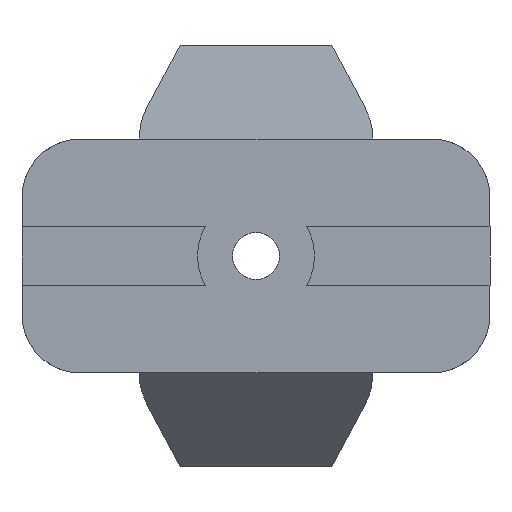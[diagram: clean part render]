
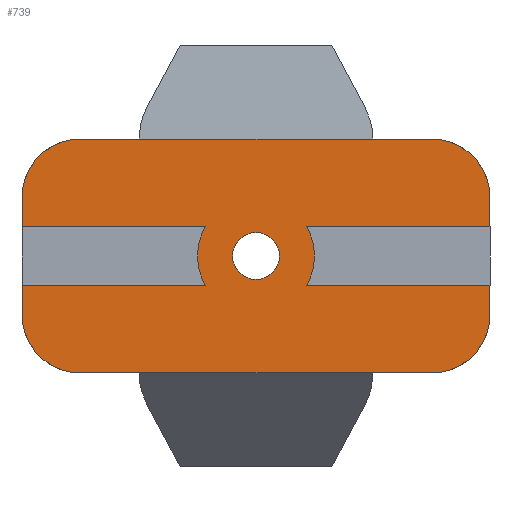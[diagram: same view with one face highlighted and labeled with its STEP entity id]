
A CAD part, left-side view. The second image highlights one B-rep face of the part: STEP entity #739.
In plain terms, the highlighted planar face has unit normal (-1, 0, 0).
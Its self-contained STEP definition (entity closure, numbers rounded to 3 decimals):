
#25=FACE_BOUND('',#127,.T.);
#45=PLANE('',#820);
#81=FACE_OUTER_BOUND('',#126,.T.);
#126=EDGE_LOOP('',(#649,#650,#651,#652,#653,#654,#655,#656,#657,#658,#659,
#660,#661,#662,#663,#664));
#127=EDGE_LOOP('',(#665));
#160=LINE('',#1202,#226);
#165=LINE('',#1216,#231);
#168=LINE('',#1222,#234);
#172=LINE('',#1229,#238);
#176=LINE('',#1242,#242);
#179=LINE('',#1248,#245);
#182=LINE('',#1254,#248);
#186=LINE('',#1261,#252);
#202=LINE('',#1351,#268);
#205=LINE('',#1357,#271);
#226=VECTOR('',#879,10.);
#231=VECTOR('',#892,10.);
#234=VECTOR('',#897,10.);
#238=VECTOR('',#901,10.);
#242=VECTOR('',#913,10.);
#245=VECTOR('',#918,10.);
#248=VECTOR('',#923,10.);
#252=VECTOR('',#927,10.);
#268=VECTOR('',#1003,10.);
#271=VECTOR('',#1008,10.);
#280=CIRCLE('',#775,5.);
#282=CIRCLE('',#780,5.);
#296=CIRCLE('',#817,2.);
#297=CIRCLE('',#819,5.);
#298=CIRCLE('',#821,5.);
#299=CIRCLE('',#822,5.);
#300=CIRCLE('',#823,5.);
#324=VERTEX_POINT('',#1200);
#325=VERTEX_POINT('',#1201);
#328=VERTEX_POINT('',#1209);
#330=VERTEX_POINT('',#1215);
#332=VERTEX_POINT('',#1221);
#335=VERTEX_POINT('',#1227);
#336=VERTEX_POINT('',#1232);
#337=VERTEX_POINT('',#1233);
#340=VERTEX_POINT('',#1241);
#342=VERTEX_POINT('',#1247);
#344=VERTEX_POINT('',#1253);
#347=VERTEX_POINT('',#1259);
#366=VERTEX_POINT('',#1348);
#367=VERTEX_POINT('',#1350);
#368=VERTEX_POINT('',#1354);
#369=VERTEX_POINT('',#1356);
#370=VERTEX_POINT('',#1360);
#400=EDGE_CURVE('',#324,#325,#160,.T.);
#404=EDGE_CURVE('',#325,#328,#280,.T.);
#407=EDGE_CURVE('',#328,#330,#165,.T.);
#410=EDGE_CURVE('',#332,#324,#168,.T.);
#414=EDGE_CURVE('',#330,#335,#172,.T.);
#416=EDGE_CURVE('',#336,#337,#282,.T.);
#420=EDGE_CURVE('',#337,#340,#176,.T.);
#423=EDGE_CURVE('',#342,#336,#179,.T.);
#426=EDGE_CURVE('',#344,#342,#182,.T.);
#430=EDGE_CURVE('',#340,#347,#186,.T.);
#466=EDGE_CURVE('',#366,#367,#202,.T.);
#469=EDGE_CURVE('',#368,#369,#205,.T.);
#471=EDGE_CURVE('',#370,#370,#296,.T.);
#473=EDGE_CURVE('',#369,#347,#297,.T.);
#474=EDGE_CURVE('',#367,#335,#298,.T.);
#475=EDGE_CURVE('',#344,#366,#299,.T.);
#476=EDGE_CURVE('',#332,#368,#300,.T.);
#649=ORIENTED_EDGE('',*,*,#407,.T.);
#650=ORIENTED_EDGE('',*,*,#414,.T.);
#651=ORIENTED_EDGE('',*,*,#474,.F.);
#652=ORIENTED_EDGE('',*,*,#466,.F.);
#653=ORIENTED_EDGE('',*,*,#475,.F.);
#654=ORIENTED_EDGE('',*,*,#426,.T.);
#655=ORIENTED_EDGE('',*,*,#423,.T.);
#656=ORIENTED_EDGE('',*,*,#416,.T.);
#657=ORIENTED_EDGE('',*,*,#420,.T.);
#658=ORIENTED_EDGE('',*,*,#430,.T.);
#659=ORIENTED_EDGE('',*,*,#473,.F.);
#660=ORIENTED_EDGE('',*,*,#469,.F.);
#661=ORIENTED_EDGE('',*,*,#476,.F.);
#662=ORIENTED_EDGE('',*,*,#410,.T.);
#663=ORIENTED_EDGE('',*,*,#400,.T.);
#664=ORIENTED_EDGE('',*,*,#404,.T.);
#665=ORIENTED_EDGE('',*,*,#471,.T.);
#739=ADVANCED_FACE('',(#81,#25),#45,.T.);
#775=AXIS2_PLACEMENT_3D('',#1210,#885,#886);
#780=AXIS2_PLACEMENT_3D('',#1234,#905,#906);
#817=AXIS2_PLACEMENT_3D('',#1361,#1012,#1013);
#819=AXIS2_PLACEMENT_3D('',#1364,#1017,#1018);
#820=AXIS2_PLACEMENT_3D('',#1365,#1019,#1020);
#821=AXIS2_PLACEMENT_3D('',#1366,#1021,#1022);
#822=AXIS2_PLACEMENT_3D('',#1367,#1023,#1024);
#823=AXIS2_PLACEMENT_3D('',#1368,#1025,#1026);
#879=DIRECTION('',(0.,1.,0.));
#885=DIRECTION('center_axis',(-1.,0.,0.));
#886=DIRECTION('ref_axis',(0.,-1.,0.));
#892=DIRECTION('',(0.,-1.,0.));
#897=DIRECTION('',(0.,0.,1.));
#901=DIRECTION('',(0.,0.,1.));
#905=DIRECTION('center_axis',(-1.,0.,0.));
#906=DIRECTION('ref_axis',(0.,-1.,0.));
#913=DIRECTION('',(0.,1.,0.));
#918=DIRECTION('',(0.,-1.,0.));
#923=DIRECTION('',(0.,0.,-1.));
#927=DIRECTION('',(0.,0.,-1.));
#1003=DIRECTION('',(0.,-1.,0.));
#1008=DIRECTION('',(0.,1.,0.));
#1012=DIRECTION('center_axis',(1.,0.,0.));
#1013=DIRECTION('ref_axis',(0.,-1.,0.));
#1017=DIRECTION('center_axis',(1.,0.,0.));
#1018=DIRECTION('ref_axis',(0.,0.707,-0.707));
#1019=DIRECTION('center_axis',(-1.,0.,0.));
#1020=DIRECTION('ref_axis',(0.,-1.,0.));
#1021=DIRECTION('center_axis',(1.,0.,0.));
#1022=DIRECTION('ref_axis',(0.,-0.707,0.707));
#1023=DIRECTION('center_axis',(1.,0.,0.));
#1024=DIRECTION('ref_axis',(0.,0.707,0.707));
#1025=DIRECTION('center_axis',(1.,0.,0.));
#1026=DIRECTION('ref_axis',(0.,-0.707,-0.707));
#1200=CARTESIAN_POINT('',(-8.,-20.,7.5));
#1201=CARTESIAN_POINT('',(-8.,-4.33,7.5));
#1202=CARTESIAN_POINT('',(-8.,4.49,7.5));
#1209=CARTESIAN_POINT('',(-8.,-4.33,12.5));
#1210=CARTESIAN_POINT('Origin',(-8.,0.,
10.));
#1215=CARTESIAN_POINT('',(-8.,-20.,12.5));
#1216=CARTESIAN_POINT('',(-8.,-10.,12.5));
#1221=CARTESIAN_POINT('',(-8.,-20.,5.));
#1222=CARTESIAN_POINT('',(-8.,-20.,-2.5));
#1227=CARTESIAN_POINT('',(-8.,-20.,15.));
#1229=CARTESIAN_POINT('',(-8.,-20.,-2.5));
#1232=CARTESIAN_POINT('',(-8.,4.33,12.5));
#1233=CARTESIAN_POINT('',(-8.,4.33,7.5));
#1234=CARTESIAN_POINT('Origin',(-8.,0.,
10.));
#1241=CARTESIAN_POINT('',(-8.,20.,7.5));
#1242=CARTESIAN_POINT('',(-8.,10.,7.5));
#1247=CARTESIAN_POINT('',(-8.,20.,12.5));
#1248=CARTESIAN_POINT('',(-8.,5.51,12.5));
#1253=CARTESIAN_POINT('',(-8.,20.,15.));
#1254=CARTESIAN_POINT('',(-8.,20.,-2.5));
#1259=CARTESIAN_POINT('',(-8.,20.,5.));
#1261=CARTESIAN_POINT('',(-8.,20.,-2.5));
#1348=CARTESIAN_POINT('',(-8.,15.,20.));
#1350=CARTESIAN_POINT('',(-8.,-15.,20.));
#1351=CARTESIAN_POINT('',(-8.,-10.,20.));
#1354=CARTESIAN_POINT('',(-8.,-15.,0.));
#1356=CARTESIAN_POINT('',(-8.,15.,0.));
#1357=CARTESIAN_POINT('',(-8.,10.,0.));
#1360=CARTESIAN_POINT('',(-8.,2.,10.));
#1361=CARTESIAN_POINT('Origin',(-8.,0.,
10.));
#1364=CARTESIAN_POINT('Origin',(-8.,15.,5.));
#1365=CARTESIAN_POINT('Origin',(-8.,10.,0.));
#1366=CARTESIAN_POINT('Origin',(-8.,-15.,15.));
#1367=CARTESIAN_POINT('Origin',(-8.,15.,15.));
#1368=CARTESIAN_POINT('Origin',(-8.,-15.,5.));
